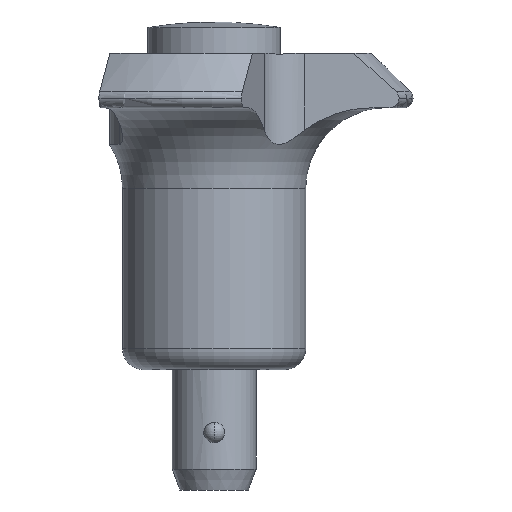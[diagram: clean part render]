
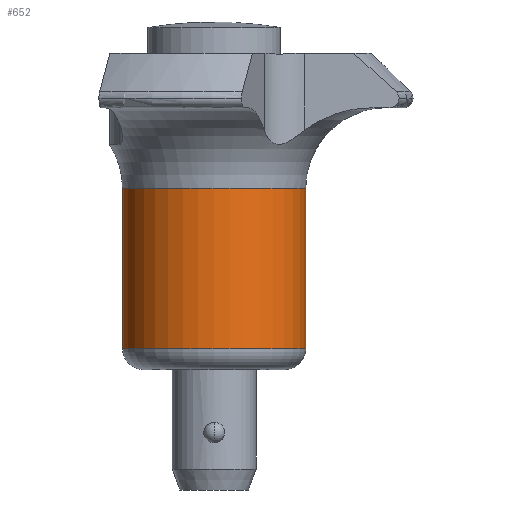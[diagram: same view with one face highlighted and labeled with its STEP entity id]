
A CAD part, front view. The second image highlights one B-rep face of the part: STEP entity #652.
In plain terms, the highlighted cylindrical face has radius 8.75 mm (diameter 17.5 mm), a partial arc.
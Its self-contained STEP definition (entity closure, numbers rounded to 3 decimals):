
#436=EDGE_CURVE('',#798,#524,#1043,.T.);
#524=VERTEX_POINT('',#1136);
#602=VERTEX_POINT('',#1219);
#610=VERTEX_POINT('',#1228);
#652=ADVANCED_FACE('',(#1274),#1275,.T.);
#672=EDGE_CURVE('',#798,#602,#1297,.T.);
#798=VERTEX_POINT('',#1438);
#884=EDGE_CURVE('',#602,#610,#1536,.T.);
#888=EDGE_CURVE('',#610,#524,#1541,.T.);
#1043=CIRCLE('',#1848,8.75);
#1136=CARTESIAN_POINT('',(8.75,0.,0.959));
#1219=CARTESIAN_POINT('',(-8.75,0.,16.264));
#1228=CARTESIAN_POINT('',(8.75,0.,16.264));
#1274=FACE_OUTER_BOUND('',#2381,.T.);
#1275=CYLINDRICAL_SURFACE('',#2382,8.75);
#1297=LINE('',#2409,#2410);
#1438=CARTESIAN_POINT('',(-8.75,0.,0.959));
#1536=CIRCLE('',#2977,8.75);
#1541=LINE('',#2983,#2984);
#1848=AXIS2_PLACEMENT_3D('',#3154,#3155,#3156);
#2381=EDGE_LOOP('',(#3376,#3377,#3378,#3379));
#2382=AXIS2_PLACEMENT_3D('',#3380,#3381,#3382);
#2409=CARTESIAN_POINT('',(-8.75,0.,9.434));
#2410=VECTOR('',#3407,1.0);
#2977=AXIS2_PLACEMENT_3D('',#3723,#3724,#3725);
#2983=CARTESIAN_POINT('',(8.75,0.,9.434));
#2984=VECTOR('',#3734,1.0);
#3154=CARTESIAN_POINT('',(0.,0.,0.959));
#3155=DIRECTION('',(0.0,0.0,1.0));
#3156=DIRECTION('',(-1.0,0.,0.0));
#3376=ORIENTED_EDGE('',*,*,#672,.F.);
#3377=ORIENTED_EDGE('',*,*,#436,.T.);
#3378=ORIENTED_EDGE('',*,*,#888,.F.);
#3379=ORIENTED_EDGE('',*,*,#884,.F.);
#3380=CARTESIAN_POINT('',(0.,0.,9.434));
#3381=DIRECTION('',(-0.0,-0.0,-1.0));
#3382=DIRECTION('',(-1.0,0.,0.0));
#3407=DIRECTION('',(0.0,0.0,1.0));
#3723=CARTESIAN_POINT('',(0.,0.,16.264));
#3724=DIRECTION('',(0.0,0.0,1.0));
#3725=DIRECTION('',(-1.0,0.,0.0));
#3734=DIRECTION('',(-0.0,-0.0,-1.0));
